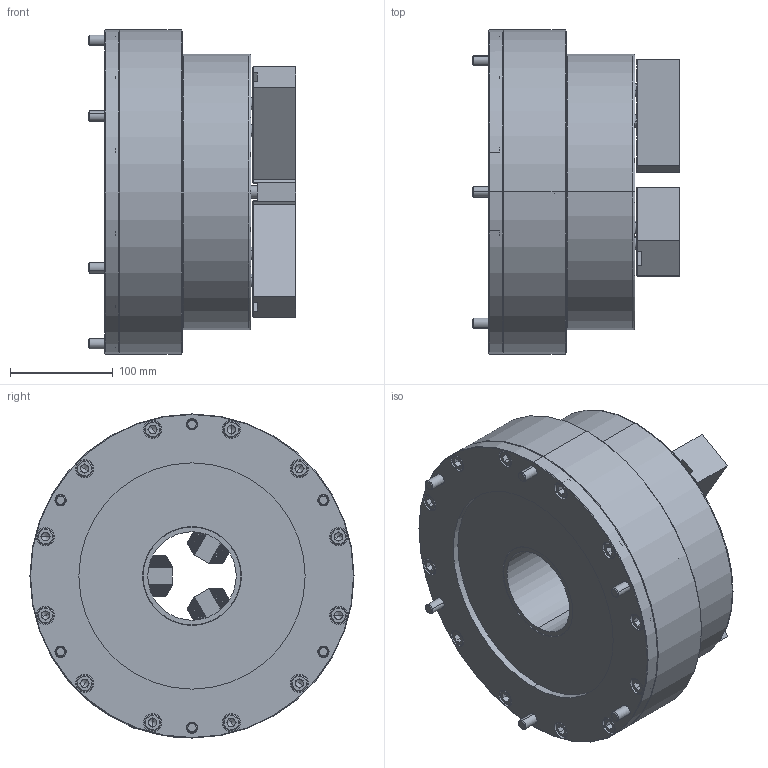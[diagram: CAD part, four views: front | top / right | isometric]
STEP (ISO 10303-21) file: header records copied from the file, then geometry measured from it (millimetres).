
FILE_DESCRIPTION (( 'STEP AP203' ), '1' );
FILE_NAME ('CF-AP-86.STEP', '2020-10-30T09:06:05', ( '' ), ( '' ), 'SwSTEP 2.0', 'SolidWorks 2016', '' );
FILE_SCHEMA (( 'CONFIG_CONTROL_DESIGN' ));
Length unit declared in the file: millimetre
Products named in the file (11): CF-AP-86; CF-AP-86-06000; 圓頭內六角螺栓_M10x25; 圓頭內六角螺栓_M10x80; 半圓頭六角孔螺栓_M5x10; CF-AP-52-09000; SJ-10; 圓頭內六角螺栓_M12x30; CF-AP-86-0100G; CF-AP-52-10000; CF-AP-86-05000
Assembly tree (39 placements, depth 2):
  CF-AP-86
    CF-AP-86-0100G
    CF-AP-86-05000
    CF-AP-86-06000
    圓頭內六角螺栓_M10x25  x12
    圓頭內六角螺栓_M10x80  x6
    半圓頭六角孔螺栓_M5x10  x6
    CF-AP-52-09000
    SJ-10  x3
    圓頭內六角螺栓_M12x30  x6
    CF-AP-52-10000  x2
Bounding box: 201.3 x 315 x 315 mm (x, y, z)
Volume: 9044054.3 mm3; surface area: 722763.9 mm2
Topology: 39 solids, 39 shells, 3096 faces, 8341 edges, 5379 vertices
Faces by surface type: plane 1942, cylinder 866, cone 266, torus 18, sphere 4
Entity records: 39140 total; most frequent: CARTESIAN_POINT 7765, ORIENTED_EDGE 6262, DIRECTION 5971, EDGE_CURVE 3131, VECTOR 2053, LINE 2053, VERTEX_POINT 2053, AXIS2_PLACEMENT_3D 1959
